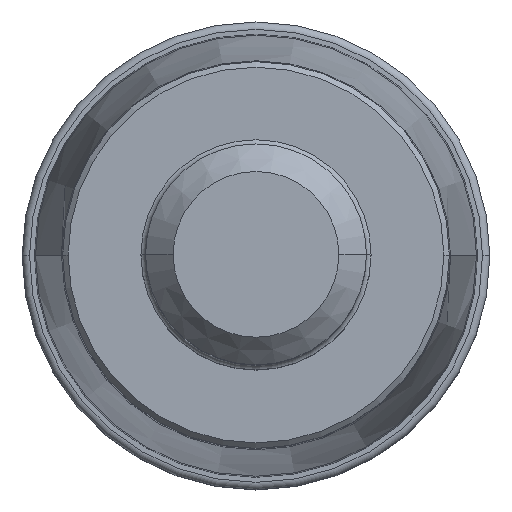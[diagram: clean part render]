
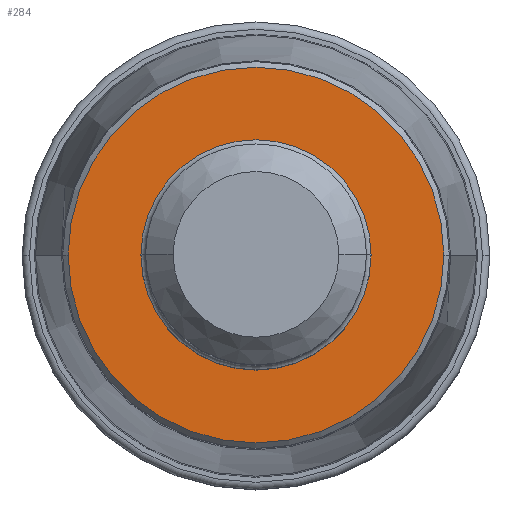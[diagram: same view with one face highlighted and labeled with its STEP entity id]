
A CAD part, top view. The second image highlights one B-rep face of the part: STEP entity #284.
In plain terms, the highlighted planar face has unit normal (0, 0, 1).
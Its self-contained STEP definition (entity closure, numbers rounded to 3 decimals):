
#178=PLANE('',#2227);
#186=FACE_BOUND('',#535,.T.);
#187=FACE_BOUND('',#536,.T.);
#284=ADVANCED_FACE('',(#186,#187),#178,.F.);
#535=EDGE_LOOP('',(#980,#981));
#536=EDGE_LOOP('',(#982,#983));
#980=ORIENTED_EDGE('',*,*,#1400,.F.);
#981=ORIENTED_EDGE('',*,*,#1403,.F.);
#982=ORIENTED_EDGE('',*,*,#1404,.F.);
#983=ORIENTED_EDGE('',*,*,#1405,.F.);
#1170=VERTEX_POINT('',#4230);
#1171=VERTEX_POINT('',#4231);
#1172=VERTEX_POINT('',#4238);
#1173=VERTEX_POINT('',#4239);
#1400=EDGE_CURVE('',#1170,#1171,#1704,.T.);
#1403=EDGE_CURVE('',#1171,#1170,#1705,.T.);
#1404=EDGE_CURVE('',#1172,#1173,#1706,.T.);
#1405=EDGE_CURVE('',#1173,#1172,#1707,.T.);
#1704=CIRCLE('',#2221,10.2);
#1705=CIRCLE('',#2223,10.2);
#1706=CIRCLE('',#2225,6.25);
#1707=CIRCLE('',#2226,6.25);
#2221=AXIS2_PLACEMENT_3D('',#4229,#2739,#2740);
#2223=AXIS2_PLACEMENT_3D('',#4235,#2745,#2746);
#2225=AXIS2_PLACEMENT_3D('',#4237,#2749,#2750);
#2226=AXIS2_PLACEMENT_3D('',#4240,#2751,#2752);
#2227=AXIS2_PLACEMENT_3D('',#4241,#2753,#2754);
#2739=DIRECTION('',(0.,0.,-1.));
#2740=DIRECTION('',(-1.,0.,0.));
#2745=DIRECTION('',(0.,0.,-1.));
#2746=DIRECTION('',(1.,0.,0.));
#2749=DIRECTION('',(0.,0.,1.));
#2750=DIRECTION('',(-1.,0.,0.));
#2751=DIRECTION('',(0.,0.,1.));
#2752=DIRECTION('',(1.,0.,0.));
#2753=DIRECTION('',(0.,0.,-1.));
#2754=DIRECTION('',(1.,0.,0.));
#4229=CARTESIAN_POINT('',(0.,0.,0.));
#4230=CARTESIAN_POINT('',(-10.2,0.,0.));
#4231=CARTESIAN_POINT('',(10.2,0.,0.));
#4235=CARTESIAN_POINT('',(0.,0.,0.));
#4237=CARTESIAN_POINT('',(0.,0.,0.));
#4238=CARTESIAN_POINT('',(-6.25,0.,0.));
#4239=CARTESIAN_POINT('',(6.25,0.,0.));
#4240=CARTESIAN_POINT('',(0.,0.,0.));
#4241=CARTESIAN_POINT('',(0.,0.,0.));
